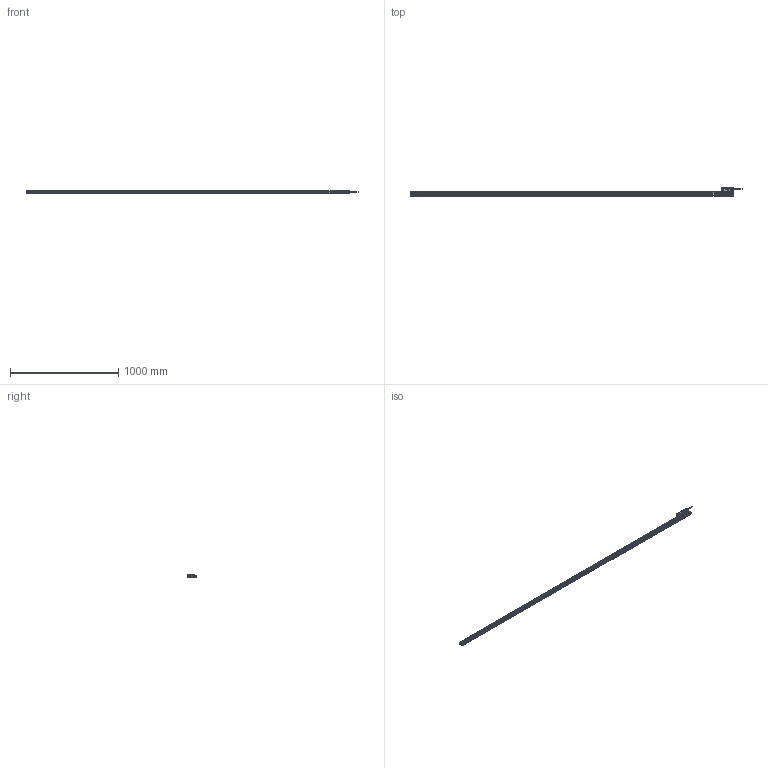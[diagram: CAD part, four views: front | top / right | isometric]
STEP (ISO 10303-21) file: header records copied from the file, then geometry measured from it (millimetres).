
FILE_DESCRIPTION(('CATIA V5 STEP','CAx-IF Rec.Pracs.--- Model Styling and Organization---1.4--- 2014-01-23'),'2;1');
FILE_NAME('SQ57-287-L.stp','2021-01-06T06:23:27+00:00',('none'),('none'),'CATIA Version 5-6 Release 2017 SP5','CATIA V5 STEP AP214','none');
FILE_SCHEMA(('AUTOMOTIVE_DESIGN { 1 0 10303 214 1 1 1 1 }'));
Products named in the file (4): SQ57-287-L; Head ASSY L; Scale cover 2870; Scale base 2870
Assembly tree (3 placements, depth 2):
  SQ57-287-L
    Head ASSY L
    Scale cover 2870
    Scale base 2870
Bounding box: 3060.5 x 77 x 20 mm (x, y, z)
Volume: 1455538.4 mm3; surface area: 977839 mm2
Topology: 3 solids, 36 shells, 4812 faces, 12479 edges, 7928 vertices
Faces by surface type: cone 1554, plane 1372, cylinder 1159, bspline 515, torus 167, sphere 34, extrusion 11
Entity records: 164667 total; most frequent: CARTESIAN_POINT 58668, ORIENTED_EDGE 24854, DIRECTION 16241, EDGE_CURVE 12427, VERTEX_POINT 7928, AXIS2_PLACEMENT_3D 7924, VECTOR 5343, LINE 5332
